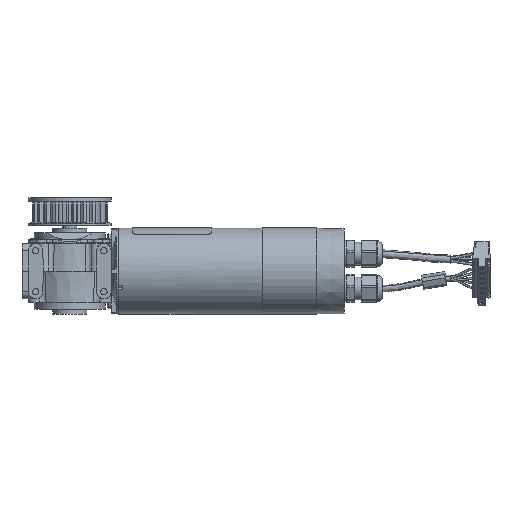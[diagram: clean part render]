
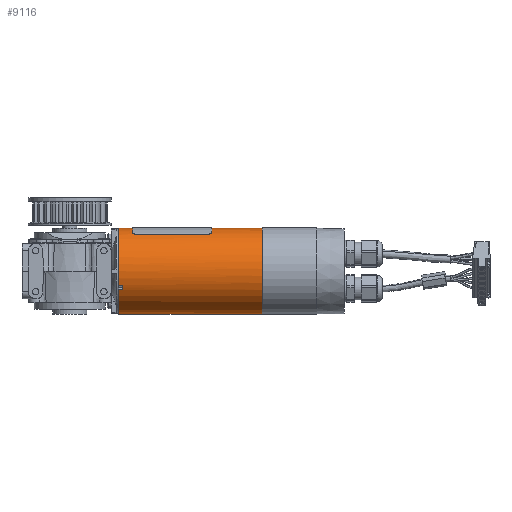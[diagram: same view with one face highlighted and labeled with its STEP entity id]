
A CAD part, front view. The second image highlights one B-rep face of the part: STEP entity #9116.
In plain terms, the highlighted cylindrical face has radius 31.5 mm (diameter 63 mm), a full revolution.
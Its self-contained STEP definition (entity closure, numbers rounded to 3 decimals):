
#5350=CYLINDRICAL_SURFACE('',#20386,31.5);
#5663=FACE_BOUND('',#10729,.T.);
#5664=FACE_BOUND('',#10730,.T.);
#5665=FACE_BOUND('',#10731,.T.);
#6531=LINE('',#26752,#7424);
#6536=LINE('',#26762,#7429);
#6539=LINE('',#26770,#7432);
#6542=LINE('',#26777,#7435);
#6546=LINE('',#26792,#7439);
#6551=LINE('',#26818,#7444);
#7424=VECTOR('',#22081,1.);
#7429=VECTOR('',#22088,1.);
#7432=VECTOR('',#22097,1.);
#7435=VECTOR('',#22108,1.);
#7439=VECTOR('',#22116,1.);
#7444=VECTOR('',#22131,1.);
#8296=CIRCLE('',#20316,31.5);
#8317=CIRCLE('',#20357,31.5);
#8320=CIRCLE('',#20365,31.5);
#8321=CIRCLE('',#20369,31.5);
#8323=CIRCLE('',#20373,31.5);
#8324=CIRCLE('',#20379,31.5);
#8325=CIRCLE('',#20384,31.5);
#9116=ADVANCED_FACE('',(#5663,#5664,#5665),#5350,.T.);
#10729=EDGE_LOOP('',(#11923,#11924,#11925,#11926,#11927,#11928,#11929,#11930));
#10730=EDGE_LOOP('',(#11931));
#10731=EDGE_LOOP('',(#11932,#11933,#11934,#11935,#11936,#11937,#11938,#11939));
#11923=ORIENTED_EDGE('',*,*,#17206,.T.);
#11924=ORIENTED_EDGE('',*,*,#17205,.F.);
#11925=ORIENTED_EDGE('',*,*,#17203,.F.);
#11926=ORIENTED_EDGE('',*,*,#17201,.F.);
#11927=ORIENTED_EDGE('',*,*,#17198,.F.);
#11928=ORIENTED_EDGE('',*,*,#17197,.F.);
#11929=ORIENTED_EDGE('',*,*,#17195,.T.);
#11930=ORIENTED_EDGE('',*,*,#17193,.F.);
#11931=ORIENTED_EDGE('',*,*,#17156,.F.);
#11932=ORIENTED_EDGE('',*,*,#17190,.T.);
#11933=ORIENTED_EDGE('',*,*,#17118,.F.);
#11934=ORIENTED_EDGE('',*,*,#17185,.F.);
#11935=ORIENTED_EDGE('',*,*,#17184,.F.);
#11936=ORIENTED_EDGE('',*,*,#17181,.T.);
#11937=ORIENTED_EDGE('',*,*,#17188,.F.);
#11938=ORIENTED_EDGE('',*,*,#17176,.F.);
#11939=ORIENTED_EDGE('',*,*,#17175,.F.);
#15776=VERTEX_POINT('',#26559);
#15777=VERTEX_POINT('',#26561);
#15806=VERTEX_POINT('',#26688);
#15823=VERTEX_POINT('',#26747);
#15824=VERTEX_POINT('',#26749);
#15825=VERTEX_POINT('',#26753);
#15828=VERTEX_POINT('',#26761);
#15829=VERTEX_POINT('',#26763);
#15830=VERTEX_POINT('',#26767);
#15831=VERTEX_POINT('',#26780);
#15832=VERTEX_POINT('',#26782);
#15833=VERTEX_POINT('',#26791);
#15834=VERTEX_POINT('',#26795);
#15835=VERTEX_POINT('',#26804);
#15836=VERTEX_POINT('',#26808);
#15837=VERTEX_POINT('',#26817);
#15838=VERTEX_POINT('',#26821);
#17118=EDGE_CURVE('',#15776,#15777,#8296,.T.);
#17156=EDGE_CURVE('',#15806,#15806,#8317,.T.);
#17175=EDGE_CURVE('',#15824,#15823,#8320,.T.);
#17176=EDGE_CURVE('',#15823,#15825,#6531,.T.);
#17181=EDGE_CURVE('',#15829,#15828,#6536,.T.);
#17184=EDGE_CURVE('',#15829,#15830,#8321,.T.);
#17185=EDGE_CURVE('',#15830,#15776,#6539,.T.);
#17188=EDGE_CURVE('',#15825,#15828,#8323,.T.);
#17190=EDGE_CURVE('',#15824,#15777,#6542,.T.);
#17193=EDGE_CURVE('',#15832,#15831,#19135,.T.);
#17195=EDGE_CURVE('',#15833,#15831,#6546,.T.);
#17197=EDGE_CURVE('',#15833,#15834,#19136,.T.);
#17198=EDGE_CURVE('',#15834,#15835,#8324,.T.);
#17201=EDGE_CURVE('',#15835,#15836,#19137,.T.);
#17203=EDGE_CURVE('',#15836,#15837,#6551,.T.);
#17205=EDGE_CURVE('',#15837,#15838,#19138,.T.);
#17206=EDGE_CURVE('',#15832,#15838,#8325,.T.);
#19135=B_SPLINE_CURVE_WITH_KNOTS('',3,(#26783,#26784,#26785,#26786,#26787,
#26788),.UNSPECIFIED.,.F.,.F.,(4,2,4),(0.,0.5,1.),.UNSPECIFIED.);
#19136=B_SPLINE_CURVE_WITH_KNOTS('',3,(#26796,#26797,#26798,#26799,#26800,
#26801),.UNSPECIFIED.,.F.,.F.,(4,2,4),(0.,0.5,1.),
 .UNSPECIFIED.);
#19137=B_SPLINE_CURVE_WITH_KNOTS('',3,(#26809,#26810,#26811,#26812,#26813,
#26814),.UNSPECIFIED.,.F.,.F.,(4,2,4),(0.,0.5,1.),.UNSPECIFIED.);
#19138=B_SPLINE_CURVE_WITH_KNOTS('',3,(#26822,#26823,#26824,#26825,#26826,
#26827),.UNSPECIFIED.,.F.,.F.,(4,2,4),(0.,0.5,1.),.UNSPECIFIED.);
#20316=AXIS2_PLACEMENT_3D('',#26560,#21958,#21959);
#20357=AXIS2_PLACEMENT_3D('',#26687,#22049,#22050);
#20365=AXIS2_PLACEMENT_3D('',#26750,#22077,#22078);
#20369=AXIS2_PLACEMENT_3D('',#26768,#22093,#22094);
#20373=AXIS2_PLACEMENT_3D('',#26774,#22103,#22104);
#20379=AXIS2_PLACEMENT_3D('',#26803,#22122,#22123);
#20384=AXIS2_PLACEMENT_3D('',#26829,#22137,#22138);
#20386=AXIS2_PLACEMENT_3D('',#26831,#22141,#22142);
#21958=DIRECTION('',(-1.,0.,0.));
#21959=DIRECTION('',(0.,0.,-1.));
#22049=DIRECTION('',(1.,0.,0.));
#22050=DIRECTION('',(0.,0.,1.));
#22077=DIRECTION('',(-1.,0.,0.));
#22078=DIRECTION('',(0.,0.902,0.431));
#22081=DIRECTION('',(-1.,0.,0.));
#22088=DIRECTION('',(-1.,0.,0.));
#22093=DIRECTION('',(-1.,0.,0.));
#22094=DIRECTION('',(0.,-0.902,-0.431));
#22097=DIRECTION('',(-1.,0.,0.));
#22103=DIRECTION('',(-1.,0.,0.));
#22104=DIRECTION('',(0.,0.,-1.));
#22108=DIRECTION('',(-1.,0.,0.));
#22116=DIRECTION('',(-1.,0.,0.));
#22122=DIRECTION('',(-1.,0.,0.));
#22123=DIRECTION('',(0.,-0.458,0.889));
#22131=DIRECTION('',(-1.,0.,0.));
#22137=DIRECTION('',(-1.,0.,0.));
#22138=DIRECTION('',(0.,-0.458,0.889));
#22141=DIRECTION('',(-1.,0.,0.));
#22142=DIRECTION('',(0.,0.383,-0.924));
#26559=CARTESIAN_POINT('',(36.,1.304,-42.006));
#26560=CARTESIAN_POINT('',(36.,31.,-31.5));
#26561=CARTESIAN_POINT('',(36.,59.427,-17.93));
#26687=CARTESIAN_POINT('',(141.,31.,-31.5));
#26688=CARTESIAN_POINT('',(141.,31.,0.));
#26747=CARTESIAN_POINT('',(39.,60.696,-20.994));
#26749=CARTESIAN_POINT('',(39.,59.427,-17.93));
#26750=CARTESIAN_POINT('',(39.,31.,-31.5));
#26752=CARTESIAN_POINT('',(39.,60.696,-20.994));
#26753=CARTESIAN_POINT('',(36.,60.696,-20.994));
#26761=CARTESIAN_POINT('',(36.,2.573,-45.07));
#26762=CARTESIAN_POINT('',(39.,2.573,-45.07));
#26763=CARTESIAN_POINT('',(39.,2.573,-45.07));
#26767=CARTESIAN_POINT('',(39.,1.304,-42.006));
#26768=CARTESIAN_POINT('',(39.,31.,-31.5));
#26770=CARTESIAN_POINT('',(39.,1.304,-42.006));
#26774=CARTESIAN_POINT('',(36.,31.,-31.5));
#26777=CARTESIAN_POINT('',(39.,59.427,-17.93));
#26780=CARTESIAN_POINT('',(48.,14.813,-4.477));
#26782=CARTESIAN_POINT('',(46.,16.562,-3.504));
#26783=CARTESIAN_POINT('',(46.,16.562,-3.504));
#26784=CARTESIAN_POINT('',(46.,16.092,-3.746));
#26785=CARTESIAN_POINT('',(46.216,15.64,-3.996));
#26786=CARTESIAN_POINT('',(46.954,14.999,-4.364));
#26787=CARTESIAN_POINT('',(47.472,14.813,-4.477));
#26788=CARTESIAN_POINT('',(48.,14.813,-4.477));
#26791=CARTESIAN_POINT('',(102.,14.813,-4.477));
#26792=CARTESIAN_POINT('',(102.,14.813,-4.477));
#26795=CARTESIAN_POINT('',(104.,16.562,-3.504));
#26796=CARTESIAN_POINT('',(102.,14.813,-4.477));
#26797=CARTESIAN_POINT('',(102.528,14.813,-4.477));
#26798=CARTESIAN_POINT('',(103.045,14.999,-4.364));
#26799=CARTESIAN_POINT('',(103.783,15.639,-3.997));
#26800=CARTESIAN_POINT('',(104.,16.092,-3.746));
#26801=CARTESIAN_POINT('',(104.,16.562,-3.504));
#26803=CARTESIAN_POINT('',(104.,31.,-31.5));
#26804=CARTESIAN_POINT('',(104.,45.438,-3.504));
#26808=CARTESIAN_POINT('',(102.,47.187,-4.477));
#26809=CARTESIAN_POINT('',(104.,45.438,-3.504));
#26810=CARTESIAN_POINT('',(104.,45.908,-3.746));
#26811=CARTESIAN_POINT('',(103.784,46.36,-3.996));
#26812=CARTESIAN_POINT('',(103.046,47.001,-4.364));
#26813=CARTESIAN_POINT('',(102.528,47.187,-4.477));
#26814=CARTESIAN_POINT('',(102.,47.187,-4.477));
#26817=CARTESIAN_POINT('',(48.,47.187,-4.477));
#26818=CARTESIAN_POINT('',(102.,47.187,-4.477));
#26821=CARTESIAN_POINT('',(46.,45.438,-3.504));
#26822=CARTESIAN_POINT('',(48.,47.187,-4.477));
#26823=CARTESIAN_POINT('',(47.472,47.187,-4.477));
#26824=CARTESIAN_POINT('',(46.955,47.001,-4.364));
#26825=CARTESIAN_POINT('',(46.217,46.361,-3.997));
#26826=CARTESIAN_POINT('',(46.,45.908,-3.746));
#26827=CARTESIAN_POINT('',(46.,45.438,-3.504));
#26829=CARTESIAN_POINT('',(46.,31.,-31.5));
#26831=CARTESIAN_POINT('',(169.45,31.,-31.5));
